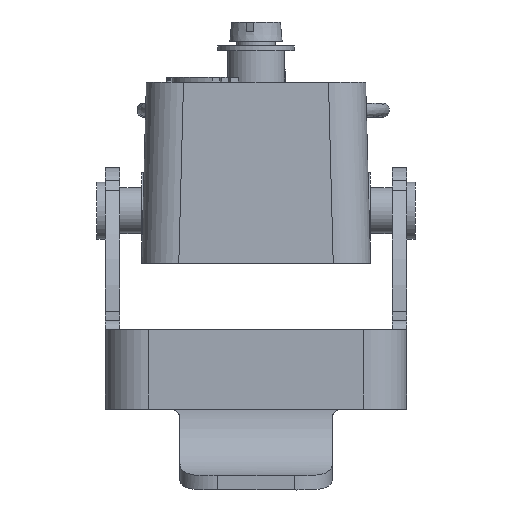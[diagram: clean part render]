
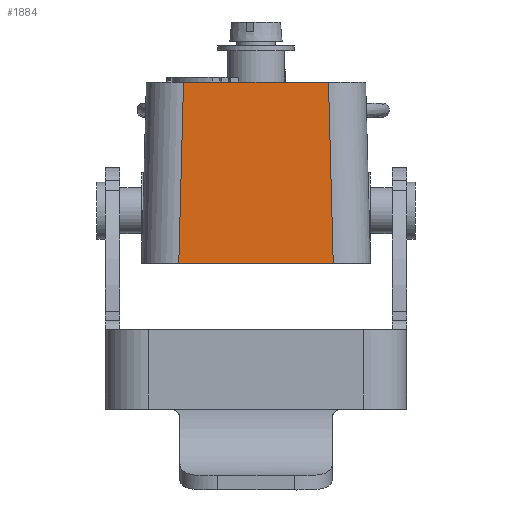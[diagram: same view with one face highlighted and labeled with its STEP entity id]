
A CAD part, left-side view. The second image highlights one B-rep face of the part: STEP entity #1884.
In plain terms, the highlighted planar face has unit normal (-1, 0, 0.026).
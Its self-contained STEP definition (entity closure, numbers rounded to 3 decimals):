
#1627=FACE_OUTER_BOUND('',#3314,.T.);
#1884=ADVANCED_FACE('',(#1627),#2133,.T.);
#2133=PLANE('',#6205);
#2341=LINE('',#7860,#2788);
#2394=LINE('',#8007,#2841);
#2410=LINE('',#8052,#2857);
#2411=LINE('',#8053,#2858);
#2788=VECTOR('',#6589,1.);
#2841=VECTOR('',#6680,1.);
#2857=VECTOR('',#6718,1.);
#2858=VECTOR('',#6719,1.);
#3314=EDGE_LOOP('',(#3760,#3761,#3762,#3763));
#3760=ORIENTED_EDGE('',*,*,#5347,.T.);
#3761=ORIENTED_EDGE('',*,*,#5263,.F.);
#3762=ORIENTED_EDGE('',*,*,#5348,.T.);
#3763=ORIENTED_EDGE('',*,*,#5323,.T.);
#4856=VERTEX_POINT('',#7859);
#4857=VERTEX_POINT('',#7861);
#4908=VERTEX_POINT('',#8008);
#4909=VERTEX_POINT('',#8009);
#5263=EDGE_CURVE('',#4856,#4857,#2341,.T.);
#5323=EDGE_CURVE('',#4908,#4909,#2394,.T.);
#5347=EDGE_CURVE('',#4909,#4857,#2410,.T.);
#5348=EDGE_CURVE('',#4856,#4908,#2411,.T.);
#6205=AXIS2_PLACEMENT_3D('',#8054,#6720,#6721);
#6589=DIRECTION('',(0.,-1.,0.));
#6680=DIRECTION('',(0.,-1.,0.));
#6718=DIRECTION('',(0.026,0.026,0.999));
#6719=DIRECTION('',(-0.026,0.026,-0.999));
#6720=DIRECTION('',(-1.,0.,0.026));
#6721=DIRECTION('',(0.026,0.,1.));
#7859=CARTESIAN_POINT('',(2.242,2.626,-69.675));
#7860=CARTESIAN_POINT('',(2.242,7.022,-69.675));
#7861=CARTESIAN_POINT('',(2.242,-12.582,-69.675));
#8007=CARTESIAN_POINT('',(1.745,7.022,-88.675));
#8008=CARTESIAN_POINT('',(1.745,3.123,-88.675));
#8009=CARTESIAN_POINT('',(1.745,-13.079,-88.675));
#8052=CARTESIAN_POINT('',(1.759,-13.066,-88.149));
#8053=CARTESIAN_POINT('',(1.742,3.126,-88.777));
#8054=CARTESIAN_POINT('',(1.745,7.022,-88.675));
